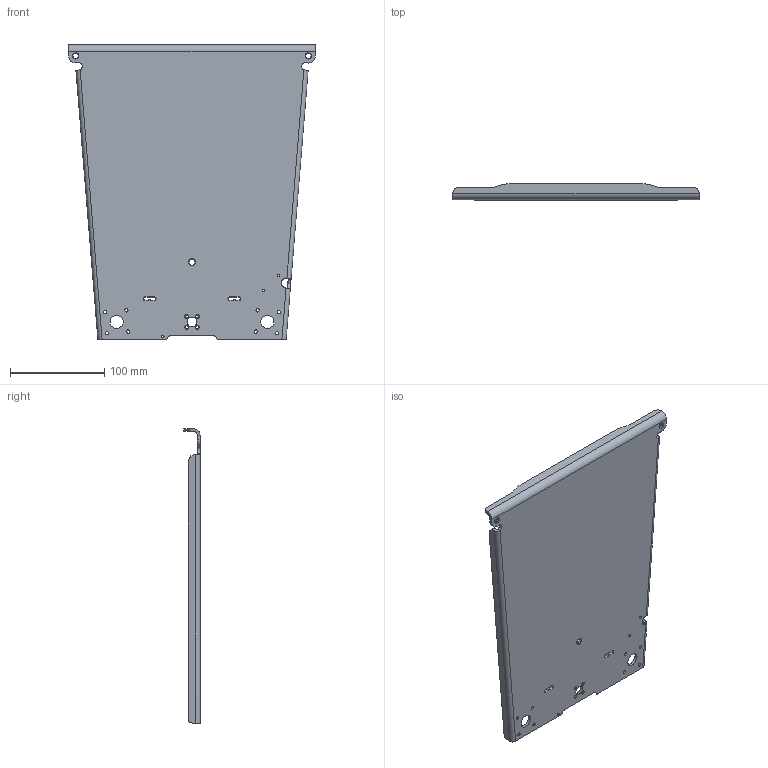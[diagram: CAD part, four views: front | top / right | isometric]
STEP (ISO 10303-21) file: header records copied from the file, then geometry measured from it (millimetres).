
FILE_DESCRIPTION (( 'STEP AP214' ), '1' );
FILE_NAME ('1952-N.STEP', '2016-10-14T14:48:07', ( '' ), ( '' ), 'SwSTEP 2.0', 'SolidWorks 2015', '' );
FILE_SCHEMA (( 'AUTOMOTIVE_DESIGN' ));
Length unit declared in the file: millimetre
Products named in the file (1): 1952-N
Bounding box: 262 x 17.03 x 313.1 mm (x, y, z)
Volume: 231126.1 mm3; surface area: 158787.7 mm2
Topology: 1 solids, 1 shells, 224 faces, 545 edges, 321 vertices
Faces by surface type: cylinder 85, cone 73, plane 52, bspline 14
Entity records: 7272 total; most frequent: CARTESIAN_POINT 1887, DIRECTION 1152, ORIENTED_EDGE 1090, EDGE_CURVE 545, AXIS2_PLACEMENT_3D 446, VERTEX_POINT 321, EDGE_LOOP 270, LINE 260
